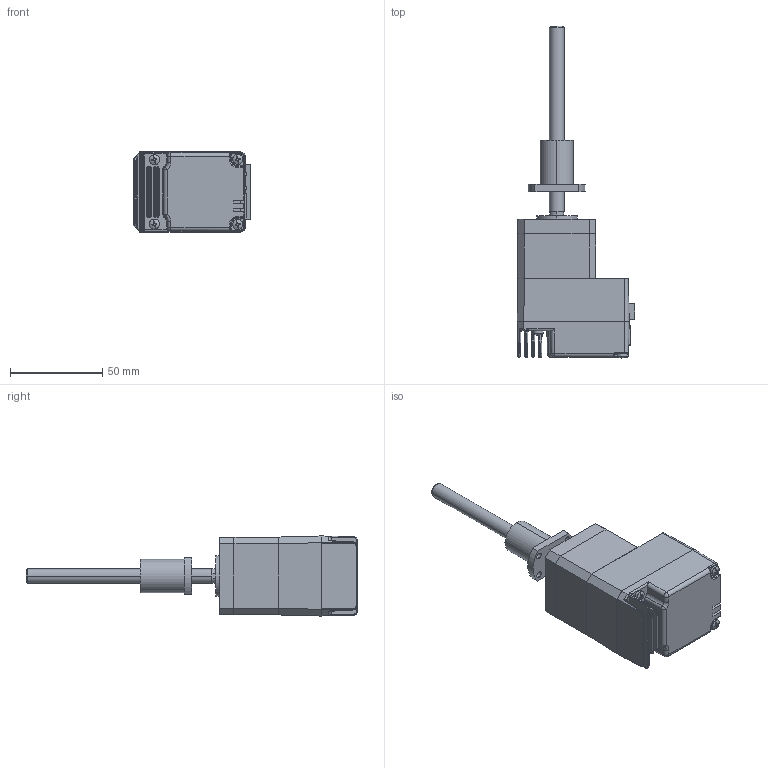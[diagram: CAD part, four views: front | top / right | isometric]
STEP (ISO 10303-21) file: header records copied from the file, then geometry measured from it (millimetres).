
FILE_DESCRIPTION (( 'STEP AP203' ), '1' );
FILE_NAME ('TSM17Q-2RG-B0805-105-FF1-0.STEP', '2021-10-08T05:48:42', ( '' ), ( '' ), 'SwSTEP 2.0', 'SolidWorks 2018', '' );
FILE_SCHEMA (( 'CONFIG_CONTROL_DESIGN' ));
Length unit declared in the file: millimetre
Products named in the file (1): TSM17Q-2RG-B0805-105-FF1-0
Bounding box: 64.11 x 180.37 x 43.53 mm (x, y, z)
Surface area: 34375.8 mm2 (no closed solid volume)
Topology: 0 solids, 21 shells, 440 faces, 1465 edges, 1028 vertices
Faces by surface type: plane 243, cylinder 125, bspline 56, cone 8, sphere 8
Entity records: 18206 total; most frequent: CARTESIAN_POINT 5916, DIRECTION 2407, ORIENTED_EDGE 2346, EDGE_CURVE 1461, VERTEX_POINT 1028, VECTOR 949, LINE 949, AXIS2_PLACEMENT_3D 729
